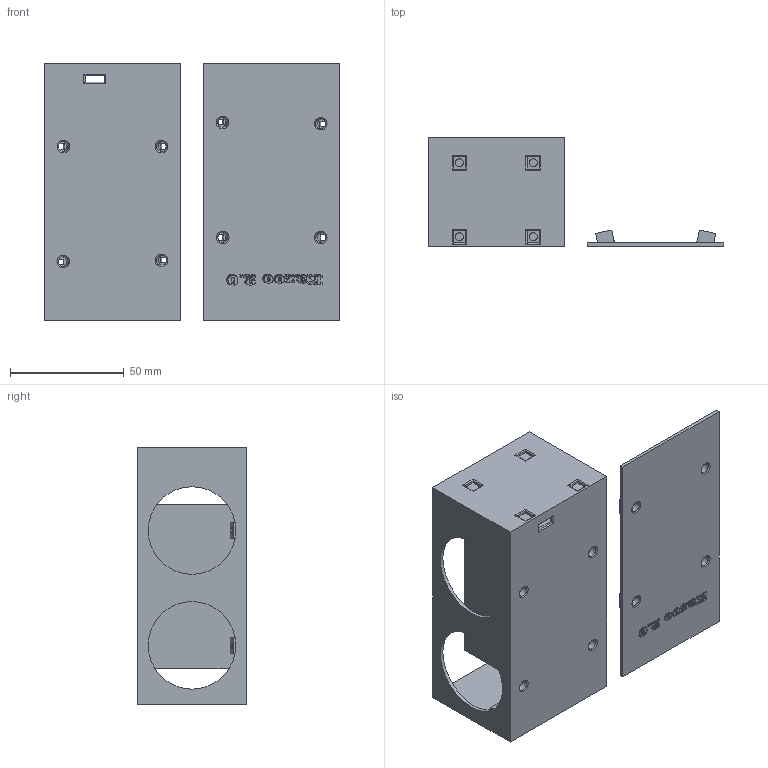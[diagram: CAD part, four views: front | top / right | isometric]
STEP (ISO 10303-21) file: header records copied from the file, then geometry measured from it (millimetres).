
FILE_DESCRIPTION(/* description */ (''),/* implementation_level */ '2;1');
FILE_NAME(/* name */ 'carcasaBoxa_4x3W.stp',/* time_stamp */ '2021-04-10T19:59:37+03:00',/* author */ ('Vlasciar'),/* organization */ (''),/* preprocessor_version */ 'ST-DEVELOPER v18',/* originating_system */ 'Autodesk Inventor 2020',/* authorisation */ '');
FILE_SCHEMA (('AUTOMOTIVE_DESIGN { 1 0 10303 214 3 1 1 }'));
Length unit declared in the file: millimetre
Products named in the file (1): carcasaBoxa1
Bounding box: 130 x 48 x 113 mm (x, y, z)
Volume: 50796.3 mm3; surface area: 76165 mm2
Topology: 2 solids, 18 shells, 626 faces, 1700 edges, 1284 vertices
Faces by surface type: plane 436, bspline 126, cylinder 64
Full cylindrical faces by diameter (mm): 3.5 x4, 4.5 x8, 10 x2, 38.5 x4
Entity records: 20138 total; most frequent: CARTESIAN_POINT 5443, ORIENTED_EDGE 3154, DIRECTION 2472, EDGE_CURVE 1577, LINE 1216, VECTOR 1216, VERTEX_POINT 1039, EDGE_LOOP 736
